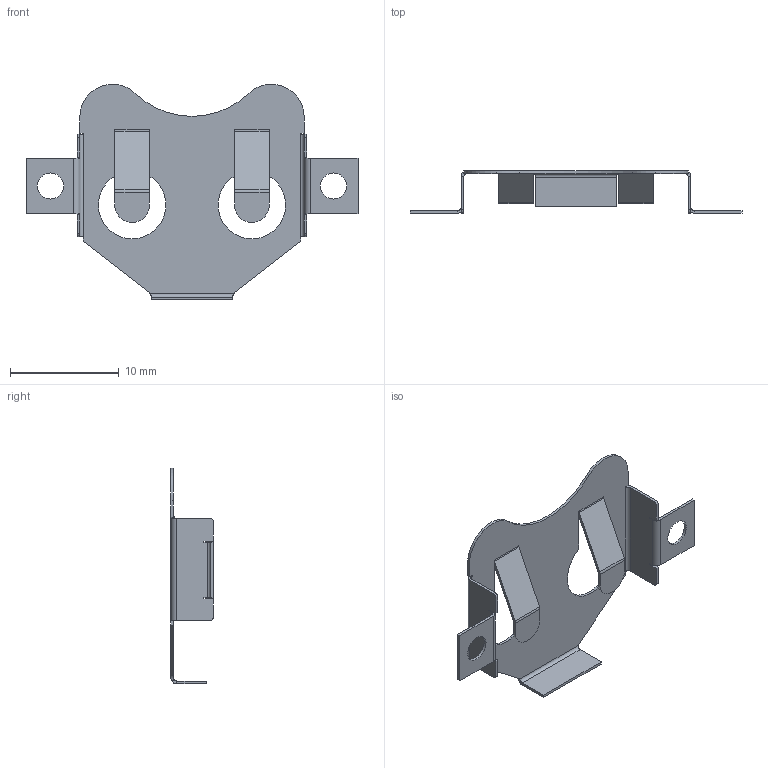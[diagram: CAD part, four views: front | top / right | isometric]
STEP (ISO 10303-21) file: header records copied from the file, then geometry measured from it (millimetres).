
FILE_DESCRIPTION((''),'2;1');
FILE_NAME('C-BAT-HLD-003-SMT','2023-09-08T09:16:30',('workeradm'),('TE Connectivity Ltd.'),'CREO PARAMETRIC BY PTC INC, 2021072','CREO PARAMETRIC BY PTC INC, 2021072','');
FILE_SCHEMA(('AUTOMOTIVE_DESIGN { 1 0 10303 214 1 1 1 1 }'));
Length unit declared in the file: millimetre
Products named in the file (1): C-BAT-HLD-003-SMT
Bounding box: 30.5 x 3.9 x 19.8 mm (x, y, z)
Volume: 108.9 mm3; surface area: 930 mm2
Topology: 1 solids, 1 shells, 147 faces, 374 edges, 230 vertices
Faces by surface type: plane 94, cylinder 53
Entity records: 4591 total; most frequent: CARTESIAN_POINT 808, DIRECTION 760, ORIENTED_EDGE 748, EDGE_CURVE 374, VECTOR 258, LINE 258, AXIS2_PLACEMENT_3D 251, VERTEX_POINT 230
